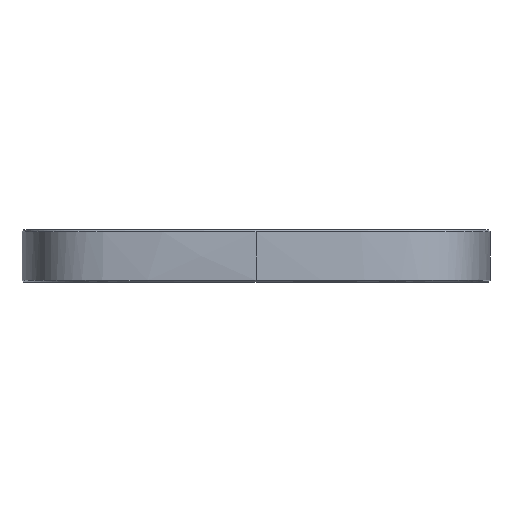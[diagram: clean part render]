
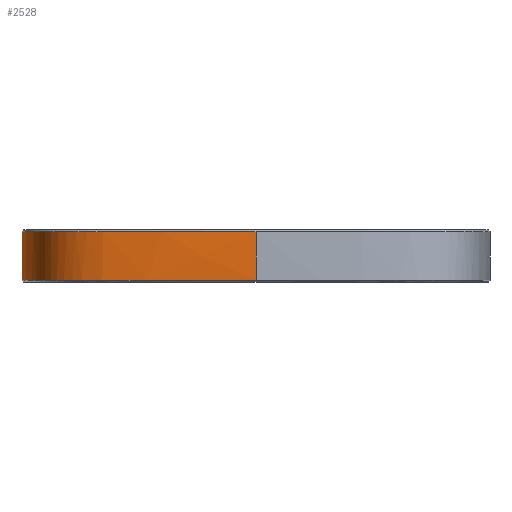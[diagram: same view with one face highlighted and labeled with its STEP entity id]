
A CAD part, front view. The second image highlights one B-rep face of the part: STEP entity #2528.
In plain terms, the highlighted free-form (B-spline) face has degree [2, 1] with [3, 2] control points.
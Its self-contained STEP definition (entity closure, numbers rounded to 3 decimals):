
#272=(
BOUNDED_SURFACE()
B_SPLINE_SURFACE(2,1,((#3896,#3897),(#3898,#3899),(#3900,#3901)),
 .UNSPECIFIED.,.F.,.F.,.F.)
B_SPLINE_SURFACE_WITH_KNOTS((3,3),(2,2),(-9.494,0.),(0.,1.436),
 .UNSPECIFIED.)
GEOMETRIC_REPRESENTATION_ITEM()
RATIONAL_B_SPLINE_SURFACE(((1.,1.),(2.333,2.333),
(1.,1.)))
REPRESENTATION_ITEM('')
SURFACE()
);
#280=FACE_OUTER_BOUND('',#428,.T.);
#428=EDGE_LOOP('',(#1750,#1751,#1752,#1753));
#588=B_SPLINE_CURVE_WITH_KNOTS('',3,(#3726,#3727,#3728,#3729,#3730,#3731,
#3732,#3733,#3734,#3735,#3736),.UNSPECIFIED.,.F.,.F.,(4,1,1,1,1,1,1,1,4),
(0.,2.562,5.124,7.686,
10.248,11.529,12.81,15.372,17.934),
 .UNSPECIFIED.);
#593=B_SPLINE_CURVE_WITH_KNOTS('',3,(#3905,#3906,#3907,#3908,#3909,#3910,
#3911,#3912,#3913,#3914,#3915,#3916,#3917,#3918,#3919,#3920),
 .UNSPECIFIED.,.F.,.F.,(4,1,1,1,1,1,1,1,1,1,1,1,1,4),(0.,
0.339,0.678,1.356,2.035,2.713,
4.069,5.425,6.782,7.46,8.138,
8.816,9.155,9.494),.UNSPECIFIED.);
#665=LINE('',#3903,#880);
#666=LINE('',#3921,#881);
#880=VECTOR('',#2922,10.);
#881=VECTOR('',#2923,10.);
#1091=VERTEX_POINT('',#3636);
#1095=VERTEX_POINT('',#3712);
#1099=VERTEX_POINT('',#3902);
#1100=VERTEX_POINT('',#3904);
#1349=EDGE_CURVE('',#1091,#1095,#588,.T.);
#1355=EDGE_CURVE('',#1099,#1091,#665,.T.);
#1356=EDGE_CURVE('',#1100,#1099,#593,.T.);
#1357=EDGE_CURVE('',#1100,#1095,#666,.T.);
#1750=ORIENTED_EDGE('',*,*,#1349,.F.);
#1751=ORIENTED_EDGE('',*,*,#1355,.F.);
#1752=ORIENTED_EDGE('',*,*,#1356,.F.);
#1753=ORIENTED_EDGE('',*,*,#1357,.T.);
#2528=ADVANCED_FACE('',(#280),#272,.T.);
#2922=DIRECTION('',(0.,0.,1.));
#2923=DIRECTION('',(0.,0.,1.));
#3636=CARTESIAN_POINT('',(-55.,0.,153.895));
#3712=CARTESIAN_POINT('',(0.,-55.,153.895));
#3726=CARTESIAN_POINT('Ctrl Pts',(-55.,0.,153.895));
#3727=CARTESIAN_POINT('Ctrl Pts',(-55.,-8.54,153.895));
#3728=CARTESIAN_POINT('Ctrl Pts',(-54.63,-22.396,153.895));
#3729=CARTESIAN_POINT('Ctrl Pts',(-52.847,-35.654,153.895));
#3730=CARTESIAN_POINT('Ctrl Pts',(-49.588,-44.074,153.895));
#3731=CARTESIAN_POINT('Ctrl Pts',(-45.164,-48.587,153.895));
#3732=CARTESIAN_POINT('Ctrl Pts',(-40.041,-51.147,153.895));
#3733=CARTESIAN_POINT('Ctrl Pts',(-33.677,-53.103,153.895));
#3734=CARTESIAN_POINT('Ctrl Pts',(-22.509,-54.632,153.895));
#3735=CARTESIAN_POINT('Ctrl Pts',(-8.581,-55.,153.895));
#3736=CARTESIAN_POINT('Ctrl Pts',(0.,-55.,153.895));
#3896=CARTESIAN_POINT('Ctrl Pts',(-55.,0.,142.));
#3897=CARTESIAN_POINT('Ctrl Pts',(-55.,0.,156.365));
#3898=CARTESIAN_POINT('Ctrl Pts',(-55.,-55.,142.));
#3899=CARTESIAN_POINT('Ctrl Pts',(-55.,-55.,156.365));
#3900=CARTESIAN_POINT('Ctrl Pts',(0.,-55.,142.));
#3901=CARTESIAN_POINT('Ctrl Pts',(0.,-55.,156.365));
#3902=CARTESIAN_POINT('',(-55.,0.,142.4));
#3903=CARTESIAN_POINT('',(-55.,0.,142.));
#3904=CARTESIAN_POINT('',(0.,-55.,142.4));
#3905=CARTESIAN_POINT('Ctrl Pts',(0.,-55.,142.4));
#3906=CARTESIAN_POINT('Ctrl Pts',(-3.056,-55.,142.4));
#3907=CARTESIAN_POINT('Ctrl Pts',(-8.425,-54.954,142.4));
#3908=CARTESIAN_POINT('Ctrl Pts',(-17.049,-54.717,142.4));
#3909=CARTESIAN_POINT('Ctrl Pts',(-24.975,-54.2,142.4));
#3910=CARTESIAN_POINT('Ctrl Pts',(-31.855,-53.302,142.4));
#3911=CARTESIAN_POINT('Ctrl Pts',(-38.732,-51.749,142.4));
#3912=CARTESIAN_POINT('Ctrl Pts',(-44.522,-49.133,142.4));
#3913=CARTESIAN_POINT('Ctrl Pts',(-49.136,-44.526,142.4));
#3914=CARTESIAN_POINT('Ctrl Pts',(-51.748,-38.73,142.4));
#3915=CARTESIAN_POINT('Ctrl Pts',(-53.302,-31.854,142.4));
#3916=CARTESIAN_POINT('Ctrl Pts',(-54.2,-24.975,142.4));
#3917=CARTESIAN_POINT('Ctrl Pts',(-54.717,-17.049,142.4));
#3918=CARTESIAN_POINT('Ctrl Pts',(-54.954,-8.425,142.4));
#3919=CARTESIAN_POINT('Ctrl Pts',(-55.,-3.056,142.4));
#3920=CARTESIAN_POINT('Ctrl Pts',(-55.,0.,142.4));
#3921=CARTESIAN_POINT('',(0.,-55.,142.));
